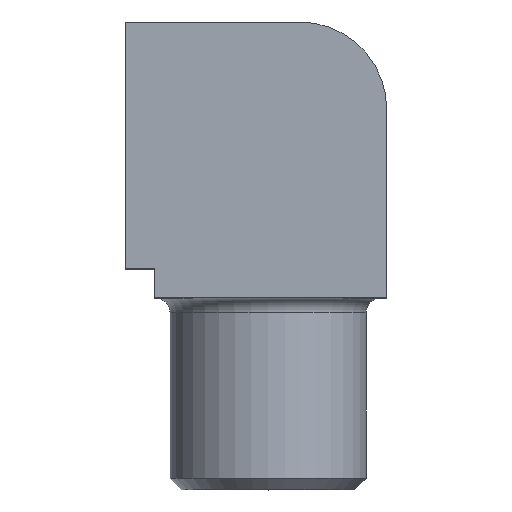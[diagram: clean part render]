
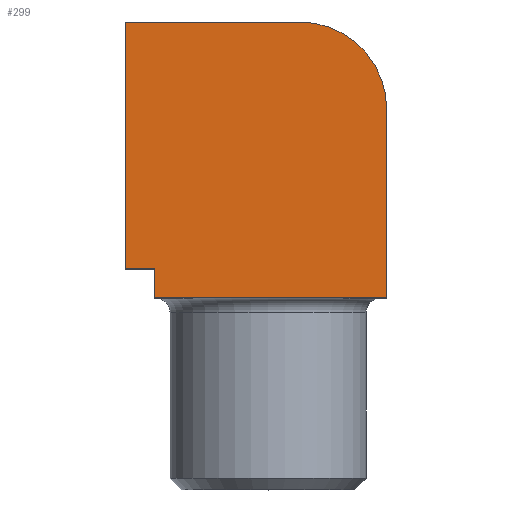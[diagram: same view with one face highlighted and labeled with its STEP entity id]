
A CAD part, top view. The second image highlights one B-rep face of the part: STEP entity #299.
In plain terms, the highlighted planar face has unit normal (0, 0, 1).
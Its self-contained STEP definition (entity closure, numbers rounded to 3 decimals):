
#15=LINE('',#471,#34);
#19=LINE('',#488,#38);
#29=LINE('',#517,#48);
#30=LINE('',#520,#49);
#32=LINE('',#523,#51);
#33=LINE('',#525,#52);
#34=VECTOR('',#387,10.);
#38=VECTOR('',#403,10.);
#48=VECTOR('',#433,10.);
#49=VECTOR('',#436,10.);
#51=VECTOR('',#440,10.);
#52=VECTOR('',#443,10.);
#67=PLANE('',#354);
#100=FACE_OUTER_BOUND('',#133,.T.);
#133=EDGE_LOOP('',(#266,#267,#268,#269,#270,#271,#272));
#146=CIRCLE('',#347,6.);
#155=VERTEX_POINT('',#469);
#156=VERTEX_POINT('',#470);
#162=VERTEX_POINT('',#486);
#163=VERTEX_POINT('',#487);
#168=VERTEX_POINT('',#502);
#169=VERTEX_POINT('',#503);
#173=VERTEX_POINT('',#519);
#181=EDGE_CURVE('',#155,#156,#15,.T.);
#188=EDGE_CURVE('',#162,#163,#19,.T.);
#194=EDGE_CURVE('',#168,#169,#146,.T.);
#202=EDGE_CURVE('',#169,#155,#29,.T.);
#203=EDGE_CURVE('',#156,#173,#30,.T.);
#205=EDGE_CURVE('',#173,#162,#32,.T.);
#206=EDGE_CURVE('',#163,#168,#33,.T.);
#266=ORIENTED_EDGE('',*,*,#194,.F.);
#267=ORIENTED_EDGE('',*,*,#206,.F.);
#268=ORIENTED_EDGE('',*,*,#188,.F.);
#269=ORIENTED_EDGE('',*,*,#205,.F.);
#270=ORIENTED_EDGE('',*,*,#203,.F.);
#271=ORIENTED_EDGE('',*,*,#181,.F.);
#272=ORIENTED_EDGE('',*,*,#202,.F.);
#299=ADVANCED_FACE('',(#100),#67,.T.);
#347=AXIS2_PLACEMENT_3D('',#504,#419,#420);
#354=AXIS2_PLACEMENT_3D('',#526,#444,#445);
#387=DIRECTION('',(-1.,0.,0.));
#403=DIRECTION('',(0.,1.,0.));
#419=DIRECTION('center_axis',(0.,0.,-1.));
#420=DIRECTION('ref_axis',(0.707,0.707,0.));
#433=DIRECTION('',(0.,-1.,0.));
#436=DIRECTION('',(0.,1.,0.));
#440=DIRECTION('',(-1.,0.,0.));
#443=DIRECTION('',(1.,0.,0.));
#444=DIRECTION('center_axis',(0.,0.,1.));
#445=DIRECTION('ref_axis',(1.,0.,0.));
#469=CARTESIAN_POINT('',(9.,-9.5,16.5));
#470=CARTESIAN_POINT('',(-7.,-9.5,16.5));
#471=CARTESIAN_POINT('',(9.,-9.5,16.5));
#486=CARTESIAN_POINT('',(-9.,-7.5,16.5));
#487=CARTESIAN_POINT('',(-9.,9.5,16.5));
#488=CARTESIAN_POINT('',(-9.,-7.5,16.5));
#502=CARTESIAN_POINT('',(3.,9.5,16.5));
#503=CARTESIAN_POINT('',(9.,3.5,16.5));
#504=CARTESIAN_POINT('Origin',(3.,3.5,16.5));
#517=CARTESIAN_POINT('',(9.,9.5,16.5));
#519=CARTESIAN_POINT('',(-7.,-7.5,16.5));
#520=CARTESIAN_POINT('',(-7.,-9.5,16.5));
#523=CARTESIAN_POINT('',(-7.,-7.5,16.5));
#525=CARTESIAN_POINT('',(-9.,9.5,16.5));
#526=CARTESIAN_POINT('Origin',(0.054,0.054,16.5));
